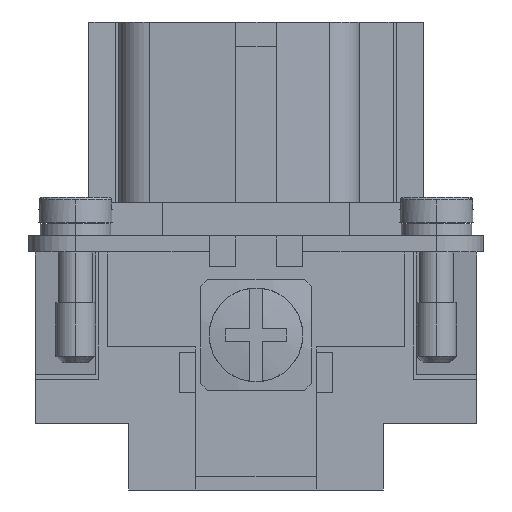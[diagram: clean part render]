
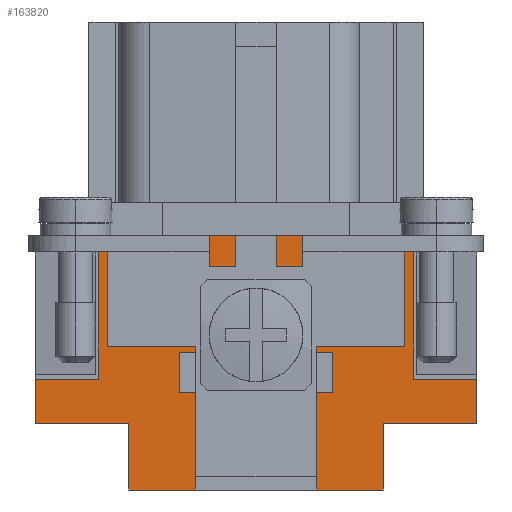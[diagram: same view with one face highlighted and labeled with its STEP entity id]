
A CAD part, left-side view. The second image highlights one B-rep face of the part: STEP entity #163820.
In plain terms, the highlighted planar face has unit normal (-1, 0, 0).
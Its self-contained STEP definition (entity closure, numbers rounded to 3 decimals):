
#112790=CARTESIAN_POINT('',(-31.6,9.5,5.));
#112800=VERTEX_POINT('',#112790);
#112830=CARTESIAN_POINT('',(-31.6,9.5,0.));
#112840=DIRECTION('',(-0.,-0.,-1.));
#112850=VECTOR('',#112840,1.);
#112860=LINE('',#112830,#112850);
#112870=CARTESIAN_POINT('',(-31.6,9.5,0.));
#112880=VERTEX_POINT('',#112870);
#112890=EDGE_CURVE('',#112800,#112880,#112860,.T.);
#113160=CARTESIAN_POINT('',(-31.6,0.,0.));
#113170=DIRECTION('',(0.,1.,0.));
#113180=VECTOR('',#113170,1.);
#113190=LINE('',#113160,#113180);
#113200=CARTESIAN_POINT('',(-31.6,4.55,0.));
#113210=VERTEX_POINT('',#113200);
#113220=EDGE_CURVE('',#113210,#112880,#113190,.T.);
#113760=CARTESIAN_POINT('',(-31.6,-4.55,0.));
#113770=VERTEX_POINT('',#113760);
#113800=CARTESIAN_POINT('',(-31.6,0.,0.));
#113810=DIRECTION('',(0.,1.,0.));
#113820=VECTOR('',#113810,1.);
#113830=LINE('',#113800,#113820);
#113840=CARTESIAN_POINT('',(-31.6,-9.5,0.));
#113850=VERTEX_POINT('',#113840);
#113860=EDGE_CURVE('',#113850,#113770,#113830,.T.);
#157380=CARTESIAN_POINT('',(-31.6,16.5,8.3));
#157390=VERTEX_POINT('',#157380);
#157420=CARTESIAN_POINT('',(-31.6,16.5,0.));
#157430=DIRECTION('',(0.,0.,1.));
#157440=VECTOR('',#157430,1.);
#157450=LINE('',#157420,#157440);
#157460=CARTESIAN_POINT('',(-31.6,16.5,5.));
#157470=VERTEX_POINT('',#157460);
#157480=EDGE_CURVE('',#157470,#157390,#157450,.T.);
#160400=CARTESIAN_POINT('',(-31.6,-9.5,0.));
#160410=DIRECTION('',(0.,-0.,1.));
#160420=VECTOR('',#160410,1.);
#160430=LINE('',#160400,#160420);
#160440=CARTESIAN_POINT('',(-31.6,-9.5,5.));
#160450=VERTEX_POINT('',#160440);
#160460=EDGE_CURVE('',#113850,#160450,#160430,.T.);
#162880=CARTESIAN_POINT('',(-31.6,-19.8,-1.9));
#162890=DIRECTION('',(-1.,0.,0.));
#162900=DIRECTION('',(0.,1.,0.));
#162910=AXIS2_PLACEMENT_3D('',#162880,#162890,#162900);
#162920=PLANE('',#162910);
#162930=CARTESIAN_POINT('',(-31.6,11.75,0.));
#162940=DIRECTION('',(-0.,-0.,-1.));
#162950=VECTOR('',#162940,1.);
#162960=LINE('',#162930,#162950);
#162970=CARTESIAN_POINT('',(-31.6,11.75,19.));
#162980=VERTEX_POINT('',#162970);
#162990=CARTESIAN_POINT('',(-31.6,11.75,8.3));
#163000=VERTEX_POINT('',#162990);
#163010=EDGE_CURVE('',#162980,#163000,#162960,.T.);
#163020=ORIENTED_EDGE('',*,*,#163010,.T.);
#163030=CARTESIAN_POINT('',(-31.6,0.,19.));
#163040=DIRECTION('',(0.,1.,0.));
#163050=VECTOR('',#163040,1.);
#163060=LINE('',#163030,#163050);
#163070=CARTESIAN_POINT('',(-31.6,-11.75,19.));
#163080=VERTEX_POINT('',#163070);
#163090=EDGE_CURVE('',#163080,#162980,#163060,.T.);
#163100=ORIENTED_EDGE('',*,*,#163090,.T.);
#163110=CARTESIAN_POINT('',(-31.6,-11.75,0.));
#163120=DIRECTION('',(0.,-0.,1.));
#163130=VECTOR('',#163120,1.);
#163140=LINE('',#163110,#163130);
#163150=CARTESIAN_POINT('',(-31.6,-11.75,8.3));
#163160=VERTEX_POINT('',#163150);
#163170=EDGE_CURVE('',#163160,#163080,#163140,.T.);
#163180=ORIENTED_EDGE('',*,*,#163170,.T.);
#163190=CARTESIAN_POINT('',(-31.6,0.,8.3));
#163200=DIRECTION('',(0.,1.,-0.));
#163210=VECTOR('',#163200,1.);
#163220=LINE('',#163190,#163210);
#163230=CARTESIAN_POINT('',(-31.6,-16.5,8.3));
#163240=VERTEX_POINT('',#163230);
#163250=EDGE_CURVE('',#163240,#163160,#163220,.T.);
#163260=ORIENTED_EDGE('',*,*,#163250,.T.);
#163270=CARTESIAN_POINT('',(-31.6,-16.5,0.));
#163280=DIRECTION('',(0.,-0.,1.));
#163290=VECTOR('',#163280,1.);
#163300=LINE('',#163270,#163290);
#163310=CARTESIAN_POINT('',(-31.6,-16.5,5.));
#163320=VERTEX_POINT('',#163310);
#163330=EDGE_CURVE('',#163320,#163240,#163300,.T.);
#163340=ORIENTED_EDGE('',*,*,#163330,.T.);
#163350=CARTESIAN_POINT('',(-31.6,0.,5.));
#163360=DIRECTION('',(-0.,-1.,-0.));
#163370=VECTOR('',#163360,1.);
#163380=LINE('',#163350,#163370);
#163390=EDGE_CURVE('',#160450,#163320,#163380,.T.);
#163400=ORIENTED_EDGE('',*,*,#163390,.T.);
#163410=ORIENTED_EDGE('',*,*,#160460,.T.);
#163420=ORIENTED_EDGE('',*,*,#113860,.F.);
#163430=CARTESIAN_POINT('',(-31.6,-4.55,0.));
#163440=DIRECTION('',(-0.,-0.,-1.));
#163450=VECTOR('',#163440,1.);
#163460=LINE('',#163430,#163450);
#163470=CARTESIAN_POINT('',(-31.6,-4.55,3.5));
#163480=VERTEX_POINT('',#163470);
#163490=EDGE_CURVE('',#163480,#113770,#163460,.T.);
#163500=ORIENTED_EDGE('',*,*,#163490,.T.);
#163510=CARTESIAN_POINT('',(-31.6,0.,3.5));
#163520=DIRECTION('',(-0.,-1.,-0.));
#163530=VECTOR('',#163520,1.);
#163540=LINE('',#163510,#163530);
#163550=CARTESIAN_POINT('',(-31.6,4.55,3.5));
#163560=VERTEX_POINT('',#163550);
#163570=EDGE_CURVE('',#163560,#163480,#163540,.T.);
#163580=ORIENTED_EDGE('',*,*,#163570,.T.);
#163590=CARTESIAN_POINT('',(-31.6,4.55,0.));
#163600=DIRECTION('',(0.,-0.,1.));
#163610=VECTOR('',#163600,1.);
#163620=LINE('',#163590,#163610);
#163630=EDGE_CURVE('',#113210,#163560,#163620,.T.);
#163640=ORIENTED_EDGE('',*,*,#163630,.T.);
#163650=ORIENTED_EDGE('',*,*,#113220,.F.);
#163660=ORIENTED_EDGE('',*,*,#112890,.T.);
#163670=CARTESIAN_POINT('',(-31.6,0.,5.));
#163680=DIRECTION('',(-0.,-1.,-0.));
#163690=VECTOR('',#163680,1.);
#163700=LINE('',#163670,#163690);
#163710=EDGE_CURVE('',#157470,#112800,#163700,.T.);
#163720=ORIENTED_EDGE('',*,*,#163710,.T.);
#163730=ORIENTED_EDGE('',*,*,#157480,.F.);
#163740=CARTESIAN_POINT('',(-31.6,0.,8.3));
#163750=DIRECTION('',(0.,1.,-0.));
#163760=VECTOR('',#163750,1.);
#163770=LINE('',#163740,#163760);
#163780=EDGE_CURVE('',#163000,#157390,#163770,.T.);
#163790=ORIENTED_EDGE('',*,*,#163780,.T.);
#163800=EDGE_LOOP('',(#163790,#163730,#163720,#163660,#163650,#163640,
#163580,#163500,#163420,#163410,#163400,#163340,#163260,#163180,#163100,
#163020));
#163810=FACE_OUTER_BOUND('',#163800,.T.);
#163820=ADVANCED_FACE('',(#163810),#162920,.T.);
